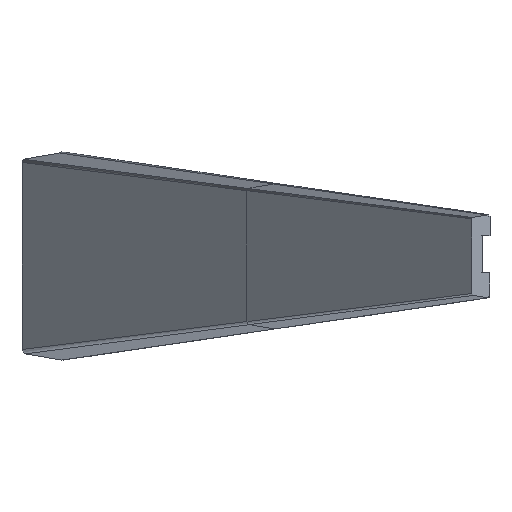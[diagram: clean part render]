
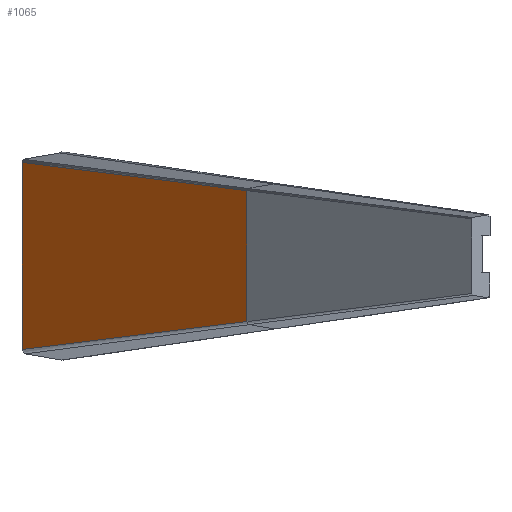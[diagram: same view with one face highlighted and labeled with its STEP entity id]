
A CAD part, left-side view. The second image highlights one B-rep face of the part: STEP entity #1065.
In plain terms, the highlighted planar face has unit normal (0.101, -0.995, 0).
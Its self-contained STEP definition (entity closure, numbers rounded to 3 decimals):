
#867=CARTESIAN_POINT('Axis2P3D Location',(-230.,54.242,0.029)) ;
#893=CARTESIAN_POINT('Line Origine',(0.,77.489,0.041)) ;
#897=CARTESIAN_POINT('Vertex',(0.,77.489,-9.616)) ;
#899=CARTESIAN_POINT('Vertex',(0.,77.489,9.699)) ;
#1040=CARTESIAN_POINT('Line Origine',(-230.,54.242,0.029)) ;
#1044=CARTESIAN_POINT('Vertex',(-230.,54.242,6.789)) ;
#1046=CARTESIAN_POINT('Vertex',(-230.,54.242,-6.731)) ;
#1049=CARTESIAN_POINT('Line Origine',(-115.,65.866,-8.174)) ;
#1054=CARTESIAN_POINT('Line Origine',(-115.,65.866,8.244)) ;
#868=DIRECTION('Axis2P3D Direction',(-0.101,0.995,0.)) ;
#869=DIRECTION('Axis2P3D XDirection',(-0.995,-0.101,0.012)) ;
#894=DIRECTION('Vector Direction',(0.,0.,-1.)) ;
#1041=DIRECTION('Vector Direction',(0.,0.,-1.)) ;
#1050=DIRECTION('Vector Direction',(-0.995,-0.101,0.012)) ;
#1055=DIRECTION('Vector Direction',(-0.995,-0.101,-0.013)) ;
#870=AXIS2_PLACEMENT_3D('Plane Axis2P3D',#867,#868,#869) ;
#1060=ORIENTED_EDGE('',*,*,#1048,.T.) ;
#1061=ORIENTED_EDGE('',*,*,#1053,.F.) ;
#1062=ORIENTED_EDGE('',*,*,#901,.T.) ;
#1063=ORIENTED_EDGE('',*,*,#1058,.T.) ;
#895=VECTOR('Line Direction',#894,1.) ;
#1042=VECTOR('Line Direction',#1041,1.) ;
#1051=VECTOR('Line Direction',#1050,1.) ;
#1056=VECTOR('Line Direction',#1055,1.) ;
#1065=ADVANCED_FACE('Split.17',(#1064),#871,.F.) ;
#901=EDGE_CURVE('',#898,#900,#896,.F.) ;
#1048=EDGE_CURVE('',#1045,#1047,#1043,.T.) ;
#1053=EDGE_CURVE('',#898,#1047,#1052,.T.) ;
#1058=EDGE_CURVE('',#900,#1045,#1057,.T.) ;
#1059=EDGE_LOOP('',(#1060,#1061,#1062,#1063)) ;
#1064=FACE_OUTER_BOUND('',#1059,.T.) ;
#896=LINE('Line',#893,#895) ;
#1043=LINE('Line',#1040,#1042) ;
#1052=LINE('Line',#1049,#1051) ;
#1057=LINE('Line',#1054,#1056) ;
#871=PLANE('Plane',#870) ;
#898=VERTEX_POINT('',#897) ;
#900=VERTEX_POINT('',#899) ;
#1045=VERTEX_POINT('',#1044) ;
#1047=VERTEX_POINT('',#1046) ;
